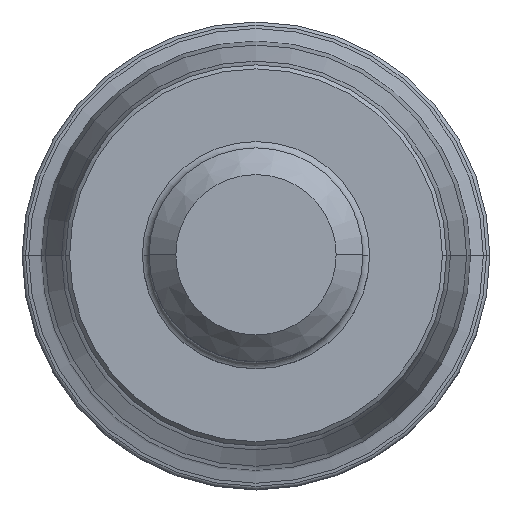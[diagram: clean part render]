
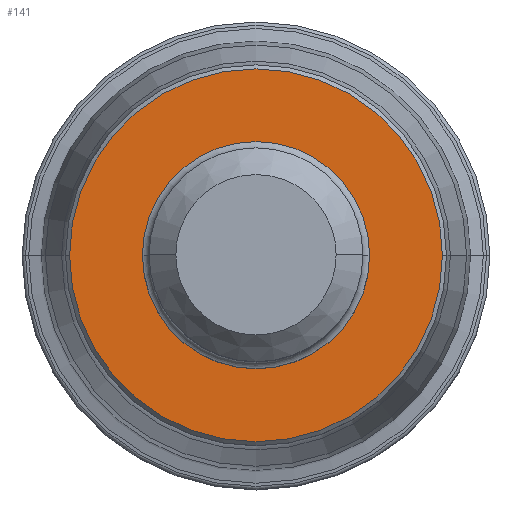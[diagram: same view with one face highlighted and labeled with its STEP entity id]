
A CAD part, top view. The second image highlights one B-rep face of the part: STEP entity #141.
In plain terms, the highlighted planar face has unit normal (0, 0, 1).
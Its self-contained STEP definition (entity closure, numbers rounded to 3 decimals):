
#28=PLANE('',#1365);
#31=FACE_BOUND('',#308,.T.);
#32=FACE_BOUND('',#309,.T.);
#141=ADVANCED_FACE('',(#31,#32),#28,.F.);
#308=EDGE_LOOP('',(#482,#483));
#309=EDGE_LOOP('',(#484,#485));
#482=ORIENTED_EDGE('',*,*,#812,.T.);
#483=ORIENTED_EDGE('',*,*,#813,.T.);
#484=ORIENTED_EDGE('',*,*,#814,.T.);
#485=ORIENTED_EDGE('',*,*,#815,.T.);
#698=VERTEX_POINT('',#2367);
#699=VERTEX_POINT('',#2368);
#700=VERTEX_POINT('',#2371);
#701=VERTEX_POINT('',#2372);
#812=EDGE_CURVE('',#698,#699,#970,.T.);
#813=EDGE_CURVE('',#699,#698,#971,.T.);
#814=EDGE_CURVE('',#700,#701,#972,.T.);
#815=EDGE_CURVE('',#701,#700,#973,.T.);
#970=CIRCLE('',#1361,13.95);
#971=CIRCLE('',#1362,13.95);
#972=CIRCLE('',#1363,8.3);
#973=CIRCLE('',#1364,8.3);
#1361=AXIS2_PLACEMENT_3D('',#2366,#1680,#1681);
#1362=AXIS2_PLACEMENT_3D('',#2369,#1682,#1683);
#1363=AXIS2_PLACEMENT_3D('',#2370,#1684,#1685);
#1364=AXIS2_PLACEMENT_3D('',#2373,#1686,#1687);
#1365=AXIS2_PLACEMENT_3D('',#2374,#1688,#1689);
#1680=DIRECTION('',(0.,0.,1.));
#1681=DIRECTION('',(-1.,0.,0.));
#1682=DIRECTION('',(0.,0.,1.));
#1683=DIRECTION('',(1.,0.,0.));
#1684=DIRECTION('',(0.,0.,-1.));
#1685=DIRECTION('',(1.,0.,0.));
#1686=DIRECTION('',(0.,0.,-1.));
#1687=DIRECTION('',(-1.,0.,0.));
#1688=DIRECTION('',(0.,0.,-1.));
#1689=DIRECTION('',(1.,0.,0.));
#2366=CARTESIAN_POINT('',(0.,0.,0.));
#2367=CARTESIAN_POINT('',(-13.95,0.,0.));
#2368=CARTESIAN_POINT('',(13.95,0.,0.));
#2369=CARTESIAN_POINT('',(0.,0.,0.));
#2370=CARTESIAN_POINT('',(0.,0.,0.));
#2371=CARTESIAN_POINT('',(8.3,0.,0.));
#2372=CARTESIAN_POINT('',(-8.3,0.,0.));
#2373=CARTESIAN_POINT('',(0.,0.,0.));
#2374=CARTESIAN_POINT('',(0.,0.,0.));
